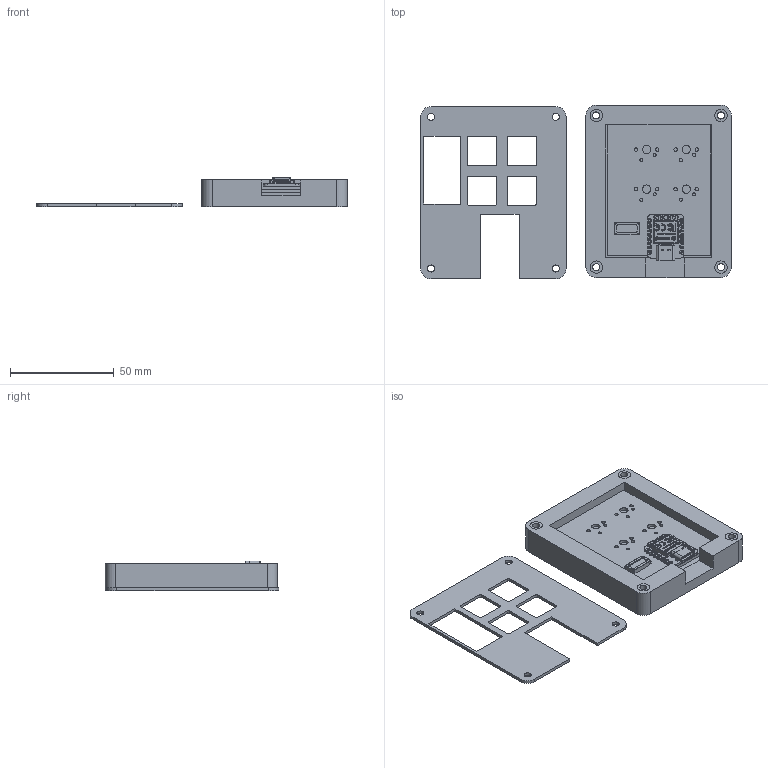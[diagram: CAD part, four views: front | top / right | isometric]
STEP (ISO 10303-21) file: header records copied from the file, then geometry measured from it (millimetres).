
FILE_DESCRIPTION(('HOOPS Exchange Step'),'2;1');
FILE_NAME('temp_export','2026-01-04T13:54:46-05:00',('rialath'),('Shapr3D Limited'),'HOOPS Exchange 2025.7','Shapr3D','Authorized');
FILE_SCHEMA( ('AP242_MANAGED_MODEL_BASED_3D_ENGINEERING_MIM_LF {1 0 10303 442 1 1 4}') );
Length unit declared in the file: millimetre
Products named in the file (21): plate-2025-12-27T01_32_25.557Z; Speaker_CUI_CMR-1206S-67; radiohackpad_PCB; radiohackpad.step; type-c v2:1; smd_button v3:1; Shell:1; DOUT:1; DIN:1; VSS:1; VDD:1; SK6805-2.4x2.7 v1:1; smd_button v3(Mirror):1; main:1; Seeed Studio XIAO RP2040 v26.step; root
Assembly tree (20 placements, depth 5):
  root
    plate-2025-12-27T01_32_25.557Z
    radiohackpad.step
      Speaker_CUI_CMR-1206S-67
      radiohackpad_PCB
    Seeed Studio XIAO RP2040 v26.step
      main:1
        type-c v2:1
        smd_button v3:1
        SK6805-2.4x2.7 v1:1
          Shell:1
          DOUT:1
          DIN:1
          VSS:1
          VDD:1
        smd_button v3(Mirror):1
    radiohackpad.step
      Speaker_CUI_CMR-1206S-67
      radiohackpad_PCB
    plate-2025-12-27T01_32_25.557Z
    plate-2025-12-27T01_32_25.557Z
Bounding box: 149.51 x 83.62 x 14.4 mm (x, y, z)
Volume: 52116.4 mm3; surface area: 39185.6 mm2
Topology: 92 solids, 92 shells, 1558 faces, 4116 edges, 2736 vertices
Faces by surface type: plane 978, cylinder 353, bspline 195, sphere 14, torus 12, cone 6
Full cylindrical faces by diameter (mm): 0.4 x1, 0.5 x2, 0.55 x4, 0.8 x14, 0.889 x14, 1.5 x10, 1.7 x8, 2 x1, 3.4 x8, 4 x4, 6 x8
Entity records: 50112 total; most frequent: CARTESIAN_POINT 11011, ORIENTED_EDGE 8216, DIRECTION 7362, EDGE_CURVE 4108, VECTOR 2880, LINE 2880, VERTEX_POINT 2736, AXIS2_PLACEMENT_3D 2241
